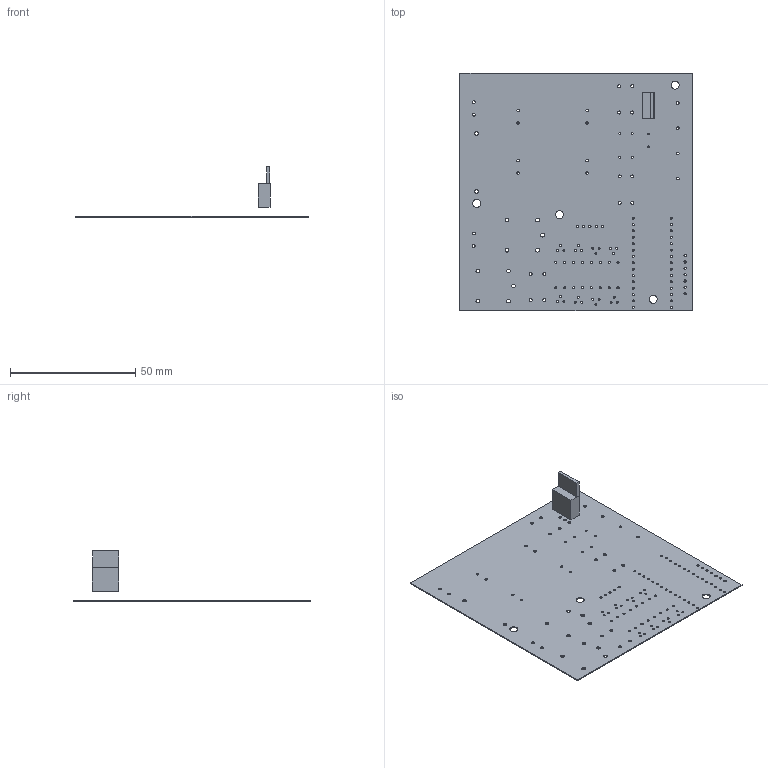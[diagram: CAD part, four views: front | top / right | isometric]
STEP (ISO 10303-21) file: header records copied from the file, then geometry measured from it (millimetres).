
FILE_DESCRIPTION(('Open CASCADE Model'),'2;1');
FILE_NAME('Open CASCADE Shape Model','2021-03-22T20:32:48',('Author'),( 'Open CASCADE'),'Open CASCADE STEP processor 6.8','Open CASCADE 6.8' ,'Unknown');
FILE_SCHEMA(('AUTOMOTIVE_DESIGN { 1 0 10303 214 1 1 1 1 }'));
Length unit declared in the file: millimetre
Products named in the file (1): PCB
Bounding box: 92.78 x 94.58 x 20.11 mm (x, y, z)
Volume: 4115.7 mm3; surface area: 18179.8 mm2
Topology: 3 solids, 3 shells, 153 faces, 441 edges, 294 vertices
Faces by surface type: cylinder 135, plane 18
Full cylindrical faces by diameter (mm): 0.7 x6, 0.8 x54, 0.85 x16, 0.9 x12, 1 x8, 1.1 x11, 1.2 x12, 1.5 x12, 3.2 x4
Entity records: 5756 total; most frequent: DIRECTION 1019, CARTESIAN_POINT 889, ORIENTED_EDGE 882, EDGE_CURVE 441, AXIS2_PLACEMENT_3D 424, FACE_BOUND 423, EDGE_LOOP 423, VERTEX_POINT 294
